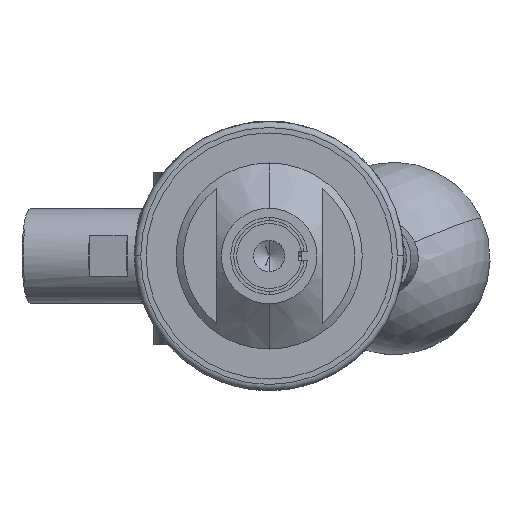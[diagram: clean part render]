
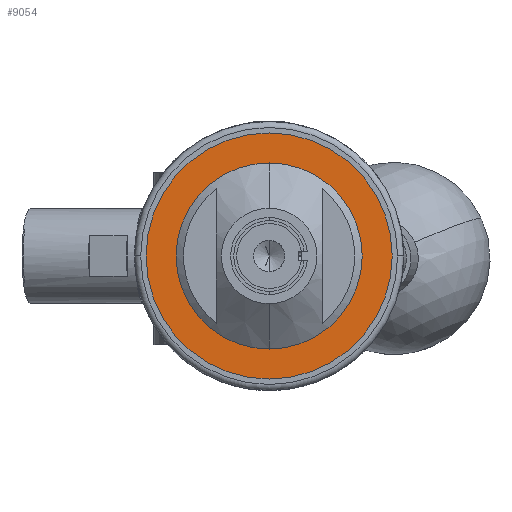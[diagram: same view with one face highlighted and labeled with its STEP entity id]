
A CAD part, left-side view. The second image highlights one B-rep face of the part: STEP entity #9054.
In plain terms, the highlighted planar face has unit normal (-1, 0, 0).
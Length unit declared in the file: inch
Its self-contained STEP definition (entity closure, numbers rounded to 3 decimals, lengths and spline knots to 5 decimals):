
#231 = CARTESIAN_POINT ( 'NONE',  ( -4.408, 0., 0. ) ) ;
#669 = CIRCLE ( 'NONE', #6473, 0.8 ) ;
#731 = ORIENTED_EDGE ( 'NONE', *, *, #3896, .T. ) ;
#797 = DIRECTION ( 'NONE',  ( -1., 0., 0. ) ) ;
#1098 = FACE_BOUND ( 'NONE', #13550, .T. ) ;
#2368 = AXIS2_PLACEMENT_3D ( 'NONE', #3811, #797, #11768 ) ;
#2409 = FACE_OUTER_BOUND ( 'NONE', #15622, .T. ) ;
#2762 = ORIENTED_EDGE ( 'NONE', *, *, #7316, .F. ) ;
#3811 = CARTESIAN_POINT ( 'NONE',  ( -4.408, 0., 0. ) ) ;
#3896 = EDGE_CURVE ( 'NONE', #13243, #5187, #11180, .T. ) ;
#4058 = CARTESIAN_POINT ( 'NONE',  ( -4.408, 0., -0.8 ) ) ;
#5187 = VERTEX_POINT ( 'NONE', #4058 ) ;
#5667 = CIRCLE ( 'NONE', #2368, 0.605 ) ;
#6268 = EDGE_CURVE ( 'NONE', #15991, #11627, #5667, .T. ) ;
#6422 = CARTESIAN_POINT ( 'NONE',  ( -4.408, 0., -0.605 ) ) ;
#6473 = AXIS2_PLACEMENT_3D ( 'NONE', #10042, #8756, #7451 ) ;
#7306 = AXIS2_PLACEMENT_3D ( 'NONE', #231, #14772, #13563 ) ;
#7316 = EDGE_CURVE ( 'NONE', #11627, #15991, #11358, .T. ) ;
#7451 = DIRECTION ( 'NONE',  ( 0., 0., 1. ) ) ;
#7949 = ORIENTED_EDGE ( 'NONE', *, *, #15297, .T. ) ;
#8028 = ORIENTED_EDGE ( 'NONE', *, *, #6268, .F. ) ;
#8043 = DIRECTION ( 'NONE',  ( -1., 0., 0. ) ) ;
#8756 = DIRECTION ( 'NONE',  ( -1., 0., 0. ) ) ;
#8936 = AXIS2_PLACEMENT_3D ( 'NONE', #14000, #16924, #12963 ) ;
#9054 = ADVANCED_FACE ( 'NONE', ( #1098, #2409 ), #14077, .F. ) ;
#10042 = CARTESIAN_POINT ( 'NONE',  ( -4.408, 0., 0. ) ) ;
#10271 = CARTESIAN_POINT ( 'NONE',  ( -4.408, 0., 0.8 ) ) ;
#10521 = AXIS2_PLACEMENT_3D ( 'NONE', #13818, #8043, #14700 ) ;
#11180 = CIRCLE ( 'NONE', #7306, 0.8 ) ;
#11358 = CIRCLE ( 'NONE', #10521, 0.605 ) ;
#11627 = VERTEX_POINT ( 'NONE', #14467 ) ;
#11768 = DIRECTION ( 'NONE',  ( 0., 0., 1. ) ) ;
#12963 = DIRECTION ( 'NONE',  ( 0., 0., -1. ) ) ;
#13243 = VERTEX_POINT ( 'NONE', #10271 ) ;
#13550 = EDGE_LOOP ( 'NONE', ( #2762, #8028 ) ) ;
#13563 = DIRECTION ( 'NONE',  ( 0., 0., 1. ) ) ;
#13818 = CARTESIAN_POINT ( 'NONE',  ( -4.408, 0., 0. ) ) ;
#14000 = CARTESIAN_POINT ( 'NONE',  ( -4.408, 0.8, 0. ) ) ;
#14077 = PLANE ( 'NONE',  #8936 ) ;
#14467 = CARTESIAN_POINT ( 'NONE',  ( -4.408, 0., 0.605 ) ) ;
#14700 = DIRECTION ( 'NONE',  ( 0., 0., 1. ) ) ;
#14772 = DIRECTION ( 'NONE',  ( -1., 0., 0. ) ) ;
#15297 = EDGE_CURVE ( 'NONE', #5187, #13243, #669, .T. ) ;
#15622 = EDGE_LOOP ( 'NONE', ( #731, #7949 ) ) ;
#15991 = VERTEX_POINT ( 'NONE', #6422 ) ;
#16924 = DIRECTION ( 'NONE',  ( 1., 0., 0. ) ) ;
